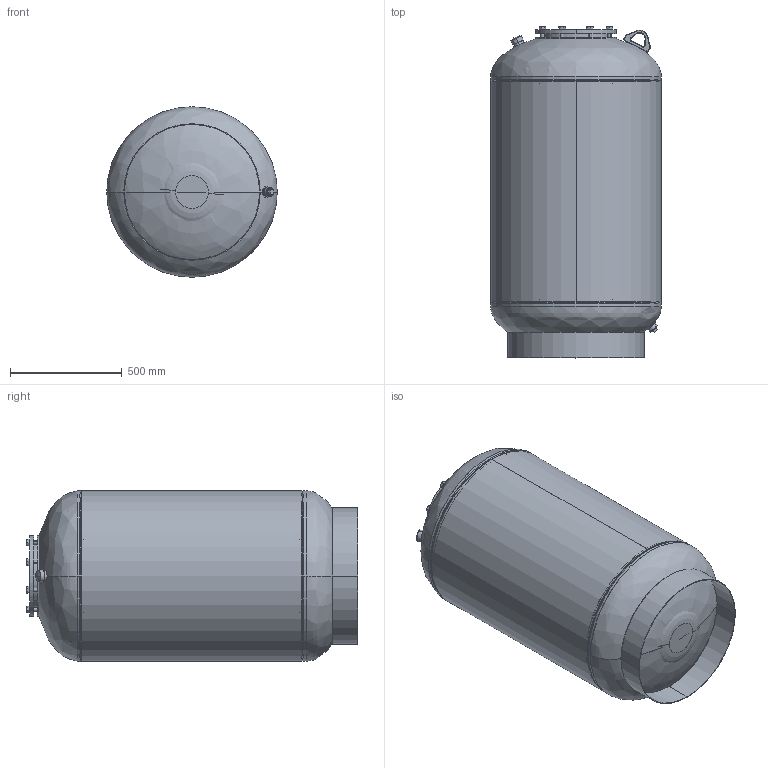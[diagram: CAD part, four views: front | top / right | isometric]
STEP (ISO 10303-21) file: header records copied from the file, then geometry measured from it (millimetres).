
FILE_DESCRIPTION (( 'STEP AP203' ), '1' );
FILE_NAME ('NLAP-600.STEP', '2021-03-15T15:02:18', ( '' ), ( '' ), 'SwSTEP 2.0', 'SolidWorks 2021', '' );
FILE_SCHEMA (( 'CONFIG_CONTROL_DESIGN' ));
Length unit declared in the file: inch
Products named in the file (19): 9800532; 9500050; 9800207_NLAP 500-300; 9200190; 9400542; 9800477; NLAP-600; 9400094; 99B1113; 9801512; 9800460_03-34; 9800620_HHNUT 0.6250-11-D-N; 9400102; PLUGS_9500150; 99Q0182; 9800448; 9800512; 9500000
Assembly tree (32 placements, depth 2):
  NLAP-600
    99B1113
    9200190
    9200190
    9500000
    9500050
    9800460_03-34
    PLUGS_9500150
    9800512
    9801512
    9400102
    9400094
    9800532  x8
    9800620_HHNUT 0.6250-11-D-N  x8
    9800477
    9800448
    9400542
    99Q0182
    9800207_NLAP 500-300
Bounding box: 762 x 1482.69 x 762 mm (x, y, z)
Volume: 24588204.7 mm3; surface area: 11939973.5 mm2
Topology: 33 solids, 33 shells, 788 faces, 1913 edges, 1165 vertices
Faces by surface type: cylinder 377, cone 182, plane 149, torus 56, bspline 12, sphere 12
Entity records: 33983 total; most frequent: CARTESIAN_POINT 18116, ORIENTED_EDGE 2862, DIRECTION 2656, EDGE_CURVE 1431, AXIS2_PLACEMENT_3D 1105, VERTEX_POINT 899, EDGE_LOOP 744, ADVANCED_FACE 564
